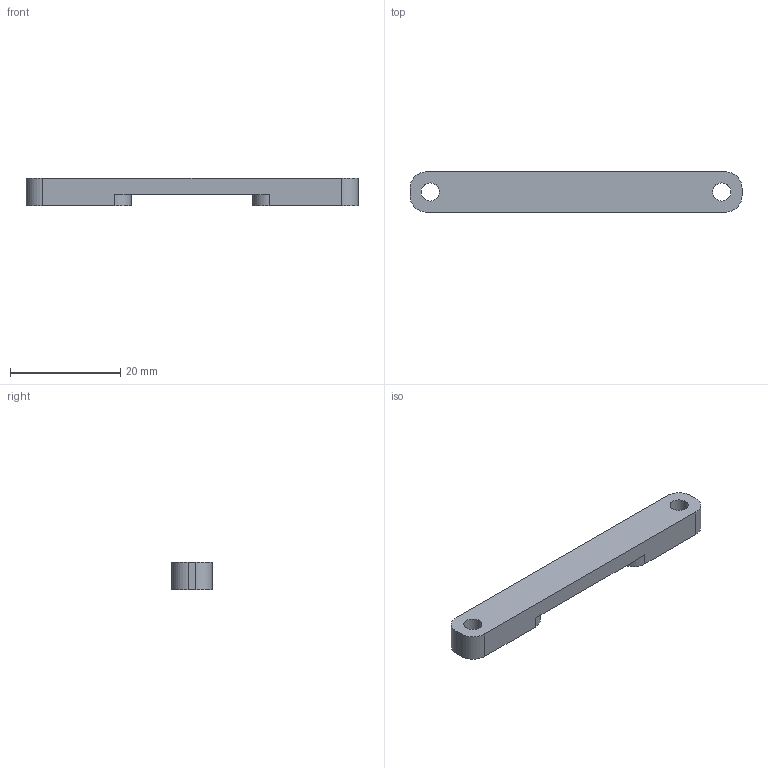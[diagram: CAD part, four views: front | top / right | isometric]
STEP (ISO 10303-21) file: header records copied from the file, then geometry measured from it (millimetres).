
FILE_DESCRIPTION(('FreeCAD Model'),'2;1');
FILE_NAME('Open CASCADE Shape Model','2025-07-19T18:37:19',(''),(''), 'Open CASCADE STEP processor 7.9','FreeCAD','Unknown');
FILE_SCHEMA(('AUTOMOTIVE_DESIGN { 1 0 10303 214 1 1 1 1 }'));
Length unit declared in the file: millimetre
Products named in the file (1): TiePoint
Bounding box: 60.12 x 7.3 x 5 mm (x, y, z)
Volume: 1733.6 mm3; surface area: 1511.1 mm2
Topology: 1 solids, 1 shells, 20 faces, 58 edges, 40 vertices
Faces by surface type: plane 10, cylinder 10
Full cylindrical faces by diameter (mm): 3.3 x2
Entity records: 1482 total; most frequent: CARTESIAN_POINT 283, DIRECTION 228, LINE 134, VECTOR 134, ORIENTED_EDGE 116, PCURVE 116, DEFINITIONAL_REPRESENTATION 116, EDGE_CURVE 58
